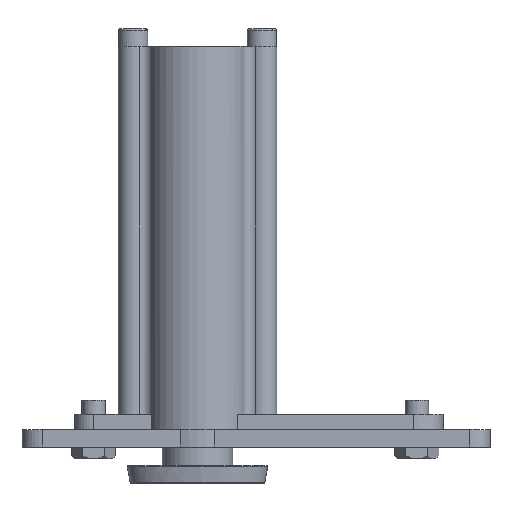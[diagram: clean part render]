
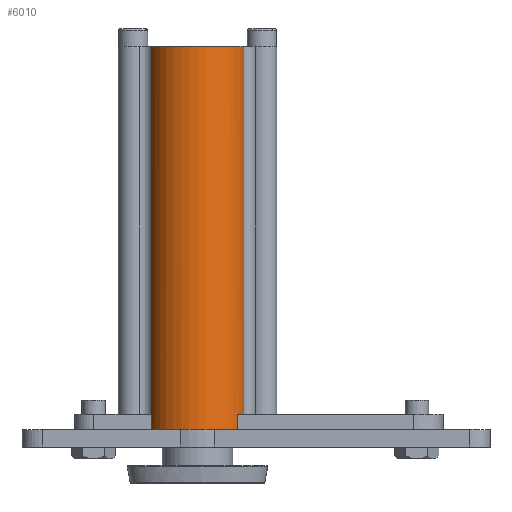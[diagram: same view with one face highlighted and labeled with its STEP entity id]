
A CAD part, top view. The second image highlights one B-rep face of the part: STEP entity #6010.
In plain terms, the highlighted cylindrical face has radius 17 mm (diameter 34 mm), a partial arc.
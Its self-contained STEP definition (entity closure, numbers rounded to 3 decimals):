
#26 = DIRECTION ( 'NONE',  ( 0., 1., 0. ) ) ;
#110 = DIRECTION ( 'NONE',  ( 0., 0., 1. ) ) ;
#139 = CIRCLE ( 'NONE', #5192, 17. ) ;
#198 = CARTESIAN_POINT ( 'NONE',  ( 0., 18.3, 0. ) ) ;
#215 = EDGE_CURVE ( 'NONE', #4618, #1101, #4378, .T. ) ;
#229 = DIRECTION ( 'NONE',  ( 0., 0., 1. ) ) ;
#270 = DIRECTION ( 'NONE',  ( 0., 0., -1. ) ) ;
#459 = VERTEX_POINT ( 'NONE', #5307 ) ;
#549 = AXIS2_PLACEMENT_3D ( 'NONE', #5295, #4141, #6616 ) ;
#554 = EDGE_CURVE ( 'NONE', #3316, #7479, #1833, .T. ) ;
#566 = DIRECTION ( 'NONE',  ( 0., -1., 0. ) ) ;
#866 = DIRECTION ( 'NONE',  ( 0., -1., 0. ) ) ;
#936 = DIRECTION ( 'NONE',  ( 0., -1., 0. ) ) ;
#992 = ORIENTED_EDGE ( 'NONE', *, *, #7448, .T. ) ;
#1101 = VERTEX_POINT ( 'NONE', #7512 ) ;
#1179 = AXIS2_PLACEMENT_3D ( 'NONE', #6426, #6392, #110 ) ;
#1449 = CARTESIAN_POINT ( 'NONE',  ( -15.708, 23.5, 6.5 ) ) ;
#1533 = VERTEX_POINT ( 'NONE', #2571 ) ;
#1555 = EDGE_CURVE ( 'NONE', #459, #4618, #3418, .T. ) ;
#1833 = CIRCLE ( 'NONE', #2611, 17. ) ;
#1881 = EDGE_CURVE ( 'NONE', #7265, #3247, #4096, .T. ) ;
#1956 = CARTESIAN_POINT ( 'NONE',  ( 0., 149.2, 0. ) ) ;
#2554 = CARTESIAN_POINT ( 'NONE',  ( -5.745, 18.3, 16. ) ) ;
#2571 = CARTESIAN_POINT ( 'NONE',  ( -15.708, 18.3, 6.5 ) ) ;
#2611 = AXIS2_PLACEMENT_3D ( 'NONE', #5840, #6388, #229 ) ;
#2623 = VERTEX_POINT ( 'NONE', #4483 ) ;
#2733 = DIRECTION ( 'NONE',  ( 0., 1., 0. ) ) ;
#2752 = AXIS2_PLACEMENT_3D ( 'NONE', #6052, #6551, #4115 ) ;
#2855 = EDGE_LOOP ( 'NONE', ( #5505, #3707, #992, #6560, #7793, #6744, #4045, #2904, #3392, #5035 ) ) ;
#2904 = ORIENTED_EDGE ( 'NONE', *, *, #215, .T. ) ;
#3058 = CARTESIAN_POINT ( 'NONE',  ( 13.748, 18.3, 10. ) ) ;
#3128 = EDGE_CURVE ( 'NONE', #459, #3247, #8130, .T. ) ;
#3247 = VERTEX_POINT ( 'NONE', #3058 ) ;
#3316 = VERTEX_POINT ( 'NONE', #6224 ) ;
#3317 = DIRECTION ( 'NONE',  ( 0., -1., 0. ) ) ;
#3392 = ORIENTED_EDGE ( 'NONE', *, *, #7036, .T. ) ;
#3418 = CIRCLE ( 'NONE', #1179, 17. ) ;
#3530 = LINE ( 'NONE', #6058, #6636 ) ;
#3531 = VERTEX_POINT ( 'NONE', #2554 ) ;
#3707 = ORIENTED_EDGE ( 'NONE', *, *, #7649, .T. ) ;
#3992 = CIRCLE ( 'NONE', #549, 17. ) ;
#4045 = ORIENTED_EDGE ( 'NONE', *, *, #1555, .T. ) ;
#4061 = CYLINDRICAL_SURFACE ( 'NONE', #4796, 17. ) ;
#4096 = CIRCLE ( 'NONE', #2752, 17. ) ;
#4115 = DIRECTION ( 'NONE',  ( 0., 0., 1. ) ) ;
#4141 = DIRECTION ( 'NONE',  ( 0., 1., 0. ) ) ;
#4166 = DIRECTION ( 'NONE',  ( 0., 0., 1. ) ) ;
#4378 = LINE ( 'NONE', #6350, #5401 ) ;
#4483 = CARTESIAN_POINT ( 'NONE',  ( -15.81, 149.2, 6.249 ) ) ;
#4618 = VERTEX_POINT ( 'NONE', #8035 ) ;
#4796 = AXIS2_PLACEMENT_3D ( 'NONE', #5434, #936, #270 ) ;
#5035 = ORIENTED_EDGE ( 'NONE', *, *, #5715, .T. ) ;
#5122 = CARTESIAN_POINT ( 'NONE',  ( 5.745, 18.3, 16. ) ) ;
#5192 = AXIS2_PLACEMENT_3D ( 'NONE', #1956, #3317, #7064 ) ;
#5295 = CARTESIAN_POINT ( 'NONE',  ( 0., 18.3, 0. ) ) ;
#5307 = CARTESIAN_POINT ( 'NONE',  ( 13.748, 23.5, 10. ) ) ;
#5328 = AXIS2_PLACEMENT_3D ( 'NONE', #198, #2733, #4166 ) ;
#5401 = VECTOR ( 'NONE', #26, 1000. ) ;
#5406 = CARTESIAN_POINT ( 'NONE',  ( -15.708, 23.5, 6.5 ) ) ;
#5434 = CARTESIAN_POINT ( 'NONE',  ( 0., 149.3, 0. ) ) ;
#5487 = DIRECTION ( 'NONE',  ( 0., -1., 0. ) ) ;
#5505 = ORIENTED_EDGE ( 'NONE', *, *, #554, .T. ) ;
#5715 = EDGE_CURVE ( 'NONE', #2623, #3316, #3530, .T. ) ;
#5840 = CARTESIAN_POINT ( 'NONE',  ( 0., 23.5, 0. ) ) ;
#6010 = ADVANCED_FACE ( 'NONE', ( #6625 ), #4061, .T. ) ;
#6052 = CARTESIAN_POINT ( 'NONE',  ( 0., 18.3, 0. ) ) ;
#6058 = CARTESIAN_POINT ( 'NONE',  ( -15.81, 149.3, 6.249 ) ) ;
#6224 = CARTESIAN_POINT ( 'NONE',  ( -15.81, 23.5, 6.249 ) ) ;
#6267 = CIRCLE ( 'NONE', #5328, 17. ) ;
#6350 = CARTESIAN_POINT ( 'NONE',  ( 15.81, 149.3, 6.249 ) ) ;
#6388 = DIRECTION ( 'NONE',  ( 0., 1., 0. ) ) ;
#6392 = DIRECTION ( 'NONE',  ( 0., 1., 0. ) ) ;
#6426 = CARTESIAN_POINT ( 'NONE',  ( 0., 23.5, 0. ) ) ;
#6468 = VECTOR ( 'NONE', #566, 1000. ) ;
#6551 = DIRECTION ( 'NONE',  ( 0., 1., 0. ) ) ;
#6558 = LINE ( 'NONE', #5406, #6594 ) ;
#6560 = ORIENTED_EDGE ( 'NONE', *, *, #6986, .T. ) ;
#6594 = VECTOR ( 'NONE', #866, 1000. ) ;
#6616 = DIRECTION ( 'NONE',  ( 0., 0., 1. ) ) ;
#6625 = FACE_OUTER_BOUND ( 'NONE', #2855, .T. ) ;
#6636 = VECTOR ( 'NONE', #5487, 1000. ) ;
#6744 = ORIENTED_EDGE ( 'NONE', *, *, #3128, .F. ) ;
#6986 = EDGE_CURVE ( 'NONE', #3531, #7265, #3992, .T. ) ;
#7036 = EDGE_CURVE ( 'NONE', #1101, #2623, #139, .T. ) ;
#7064 = DIRECTION ( 'NONE',  ( 0., 0., 1. ) ) ;
#7265 = VERTEX_POINT ( 'NONE', #5122 ) ;
#7448 = EDGE_CURVE ( 'NONE', #1533, #3531, #6267, .T. ) ;
#7479 = VERTEX_POINT ( 'NONE', #1449 ) ;
#7507 = CARTESIAN_POINT ( 'NONE',  ( 13.748, 23.5, 10. ) ) ;
#7512 = CARTESIAN_POINT ( 'NONE',  ( 15.81, 149.2, 6.249 ) ) ;
#7649 = EDGE_CURVE ( 'NONE', #7479, #1533, #6558, .T. ) ;
#7793 = ORIENTED_EDGE ( 'NONE', *, *, #1881, .T. ) ;
#8035 = CARTESIAN_POINT ( 'NONE',  ( 15.81, 23.5, 6.249 ) ) ;
#8130 = LINE ( 'NONE', #7507, #6468 ) ;
